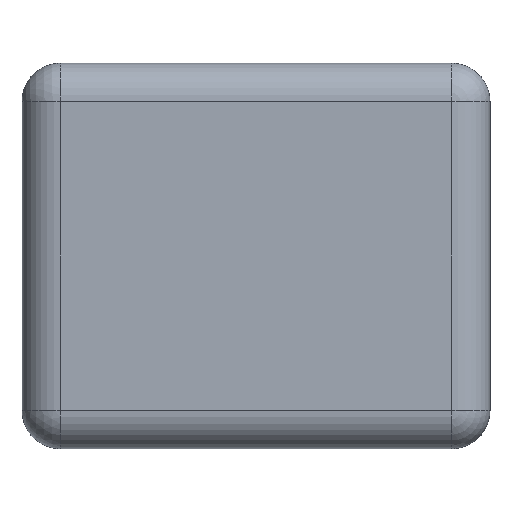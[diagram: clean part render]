
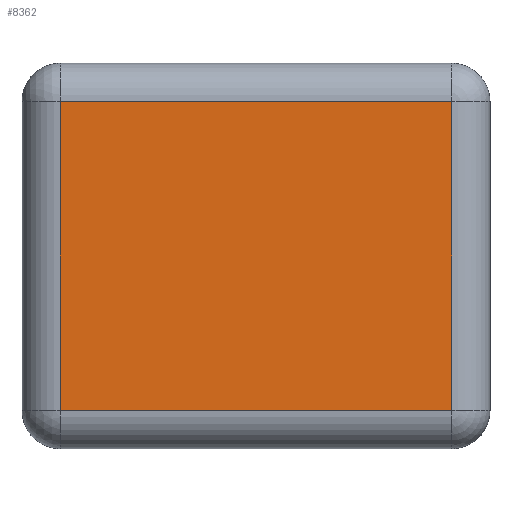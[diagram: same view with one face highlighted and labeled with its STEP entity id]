
A CAD part, front view. The second image highlights one B-rep face of the part: STEP entity #8362.
In plain terms, the highlighted planar face has unit normal (0, -1, 0).
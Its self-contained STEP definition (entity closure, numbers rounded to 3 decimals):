
#1420 = DIRECTION ( 'NONE',  ( 1., 0., 0. ) ) ;
#2159 = LINE ( 'NONE', #53622, #12169 ) ;
#3067 = ORIENTED_EDGE ( 'NONE', *, *, #53295, .T. ) ;
#8362 = ADVANCED_FACE ( 'NONE', ( #50393 ), #49631, .T. ) ;
#9282 = CARTESIAN_POINT ( 'NONE',  ( 0., -295.536, 0. ) ) ;
#12169 = VECTOR ( 'NONE', #1420, 1000. ) ;
#12456 = CARTESIAN_POINT ( 'NONE',  ( 407.675, -295.536, 321.95 ) ) ;
#12895 = ORIENTED_EDGE ( 'NONE', *, *, #21035, .T. ) ;
#14624 = DIRECTION ( 'NONE',  ( 0., -1., 0. ) ) ;
#15525 = VERTEX_POINT ( 'NONE', #30483 ) ;
#15836 = LINE ( 'NONE', #33313, #34300 ) ;
#16243 = LINE ( 'NONE', #74271, #50413 ) ;
#16988 = VECTOR ( 'NONE', #59811, 1000. ) ;
#17725 = DIRECTION ( 'NONE',  ( -1., 0., 0. ) ) ;
#21035 = EDGE_CURVE ( 'NONE', #32687, #46664, #31543, .T. ) ;
#22540 = EDGE_LOOP ( 'NONE', ( #3067, #72419, #61520, #12895 ) ) ;
#24161 = AXIS2_PLACEMENT_3D ( 'NONE', #9282, #14624, #73027 ) ;
#30483 = CARTESIAN_POINT ( 'NONE',  ( -407.675, -295.536, 321.95 ) ) ;
#31543 = LINE ( 'NONE', #48298, #16988 ) ;
#32476 = EDGE_CURVE ( 'NONE', #73481, #32687, #2159, .T. ) ;
#32687 = VERTEX_POINT ( 'NONE', #47785 ) ;
#33313 = CARTESIAN_POINT ( 'NONE',  ( -407.675, -295.536, 0. ) ) ;
#34300 = VECTOR ( 'NONE', #38283, 1000. ) ;
#37253 = EDGE_CURVE ( 'NONE', #15525, #73481, #15836, .T. ) ;
#38283 = DIRECTION ( 'NONE',  ( 0., 0., -1. ) ) ;
#39260 = CARTESIAN_POINT ( 'NONE',  ( -407.675, -295.536, -321.95 ) ) ;
#46664 = VERTEX_POINT ( 'NONE', #12456 ) ;
#47785 = CARTESIAN_POINT ( 'NONE',  ( 407.675, -295.536, -321.95 ) ) ;
#48298 = CARTESIAN_POINT ( 'NONE',  ( 407.675, -295.536, 0. ) ) ;
#49631 = PLANE ( 'NONE',  #24161 ) ;
#50393 = FACE_OUTER_BOUND ( 'NONE', #22540, .T. ) ;
#50413 = VECTOR ( 'NONE', #17725, 1000. ) ;
#53295 = EDGE_CURVE ( 'NONE', #46664, #15525, #16243, .T. ) ;
#53622 = CARTESIAN_POINT ( 'NONE',  ( 0., -295.536, -321.95 ) ) ;
#59811 = DIRECTION ( 'NONE',  ( 0., 0., 1. ) ) ;
#61520 = ORIENTED_EDGE ( 'NONE', *, *, #32476, .T. ) ;
#72419 = ORIENTED_EDGE ( 'NONE', *, *, #37253, .T. ) ;
#73027 = DIRECTION ( 'NONE',  ( 0., 0., -1. ) ) ;
#73481 = VERTEX_POINT ( 'NONE', #39260 ) ;
#74271 = CARTESIAN_POINT ( 'NONE',  ( 0., -295.536, 321.95 ) ) ;
